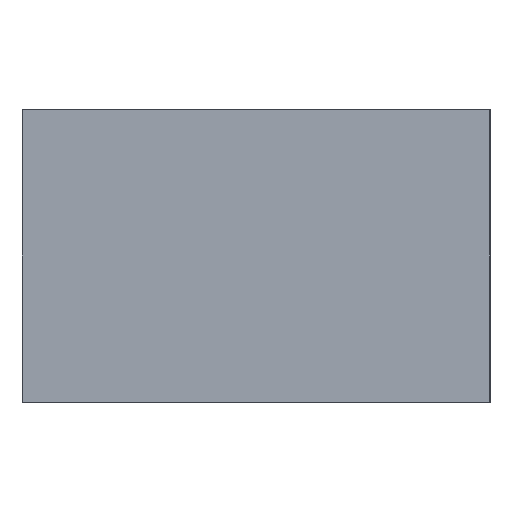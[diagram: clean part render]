
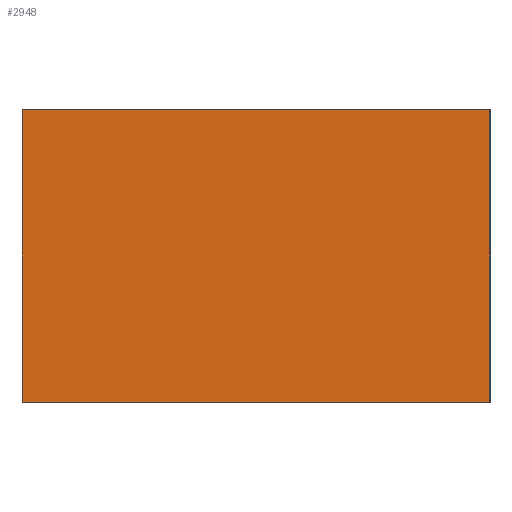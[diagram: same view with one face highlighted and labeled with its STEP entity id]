
A CAD part, left-side view. The second image highlights one B-rep face of the part: STEP entity #2948.
In plain terms, the highlighted planar face has unit normal (-1, 0, 0).
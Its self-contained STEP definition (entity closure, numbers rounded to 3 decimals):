
#2802=CARTESIAN_POINT('',(-52.5,20.0,12.5));
#2803=VERTEX_POINT('',#2802);
#2820=CARTESIAN_POINT('',(-52.5,20.0,-12.5));
#2821=VERTEX_POINT('',#2820);
#2828=CARTESIAN_POINT('',(-52.5,20.0,-12.5));
#2829=DIRECTION('',(0.0,0.0,1.0));
#2830=VECTOR('',#2829,25.0);
#2831=LINE('',#2828,#2830);
#2832=EDGE_CURVE('',#2821,#2803,#2831,.T.);
#2885=CARTESIAN_POINT('',(-52.5,-20.0,12.5));
#2886=VERTEX_POINT('',#2885);
#2893=CARTESIAN_POINT('',(-52.5,-20.0,-12.5));
#2894=VERTEX_POINT('',#2893);
#2895=CARTESIAN_POINT('',(-52.5,-20.0,-12.5));
#2896=DIRECTION('',(0.0,0.0,1.0));
#2897=VECTOR('',#2896,25.0);
#2898=LINE('',#2895,#2897);
#2899=EDGE_CURVE('',#2894,#2886,#2898,.T.);
#2927=CARTESIAN_POINT('',(-52.5,-20.0,-12.5));
#2928=DIRECTION('',(-1.0,0.0,0.0));
#2929=DIRECTION('',(0.0,0.0,1.0));
#2930=AXIS2_PLACEMENT_3D('',#2927,#2928,#2929);
#2931=PLANE('',#2930);
#2932=CARTESIAN_POINT('',(-52.5,-20.0,12.5));
#2933=DIRECTION('',(0.0,1.0,0.0));
#2934=VECTOR('',#2933,40.0);
#2935=LINE('',#2932,#2934);
#2936=EDGE_CURVE('',#2886,#2803,#2935,.T.);
#2937=ORIENTED_EDGE('',*,*,#2936,.T.);
#2938=ORIENTED_EDGE('',*,*,#2832,.F.);
#2939=CARTESIAN_POINT('',(-52.5,20.0,-12.5));
#2940=DIRECTION('',(0.0,-1.0,0.0));
#2941=VECTOR('',#2940,40.0);
#2942=LINE('',#2939,#2941);
#2943=EDGE_CURVE('',#2821,#2894,#2942,.T.);
#2944=ORIENTED_EDGE('',*,*,#2943,.T.);
#2945=ORIENTED_EDGE('',*,*,#2899,.T.);
#2946=EDGE_LOOP('',(#2937,#2938,#2944,#2945));
#2947=FACE_OUTER_BOUND('',#2946,.T.);
#2948=ADVANCED_FACE('',(#2947),#2931,.T.);
